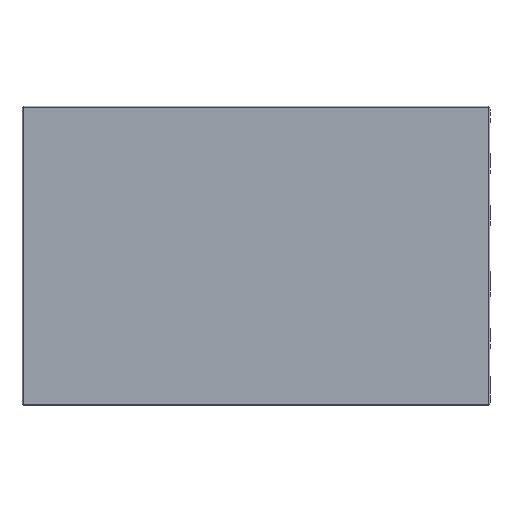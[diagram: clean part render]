
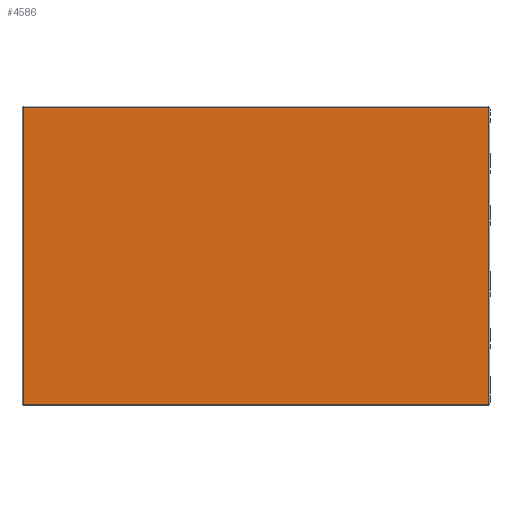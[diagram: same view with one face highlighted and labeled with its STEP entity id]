
A CAD part, top view. The second image highlights one B-rep face of the part: STEP entity #4586.
In plain terms, the highlighted planar face has unit normal (0, 0, 1).
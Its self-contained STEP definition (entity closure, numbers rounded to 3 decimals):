
#187 = EDGE_CURVE ( 'NONE', #259, #2569, #815, .T. ) ;
#259 = VERTEX_POINT ( 'NONE', #2576 ) ;
#346 = CARTESIAN_POINT ( 'NONE',  ( -450.5, 287.5, 0. ) ) ;
#379 = CARTESIAN_POINT ( 'NONE',  ( 453., -287.5, 0. ) ) ;
#591 = LINE ( 'NONE', #4908, #4883 ) ;
#612 = ORIENTED_EDGE ( 'NONE', *, *, #639, .T. ) ;
#639 = EDGE_CURVE ( 'NONE', #1465, #3499, #2361, .T. ) ;
#663 = VECTOR ( 'NONE', #3157, 1000. ) ;
#815 = LINE ( 'NONE', #379, #3240 ) ;
#1141 = DIRECTION ( 'NONE',  ( 0., 0., 1. ) ) ;
#1465 = VERTEX_POINT ( 'NONE', #3583 ) ;
#1669 = AXIS2_PLACEMENT_3D ( 'NONE', #1894, #1141, #4828 ) ;
#1894 = CARTESIAN_POINT ( 'NONE',  ( 0., 0., 0. ) ) ;
#1919 = CARTESIAN_POINT ( 'NONE',  ( 453., 287.5, 0. ) ) ;
#2091 = CARTESIAN_POINT ( 'NONE',  ( 450.5, -287.5, 0. ) ) ;
#2142 = LINE ( 'NONE', #346, #4295 ) ;
#2361 = LINE ( 'NONE', #1919, #663 ) ;
#2489 = EDGE_CURVE ( 'NONE', #2569, #1465, #591, .T. ) ;
#2569 = VERTEX_POINT ( 'NONE', #2091 ) ;
#2576 = CARTESIAN_POINT ( 'NONE',  ( -450.5, -287.5, 0. ) ) ;
#2742 = PLANE ( 'NONE',  #1669 ) ;
#3157 = DIRECTION ( 'NONE',  ( -1., 0., 0. ) ) ;
#3240 = VECTOR ( 'NONE', #4607, 1000. ) ;
#3487 = EDGE_LOOP ( 'NONE', ( #5333, #5213, #612, #5384 ) ) ;
#3499 = VERTEX_POINT ( 'NONE', #3676 ) ;
#3583 = CARTESIAN_POINT ( 'NONE',  ( 450.5, 287.5, 0. ) ) ;
#3676 = CARTESIAN_POINT ( 'NONE',  ( -450.5, 287.5, 0. ) ) ;
#3826 = DIRECTION ( 'NONE',  ( 0., -1., 0. ) ) ;
#4164 = FACE_OUTER_BOUND ( 'NONE', #3487, .T. ) ;
#4295 = VECTOR ( 'NONE', #3826, 1000. ) ;
#4475 = DIRECTION ( 'NONE',  ( 0., 1., 0. ) ) ;
#4586 = ADVANCED_FACE ( 'NONE', ( #4164 ), #2742, .T. ) ;
#4607 = DIRECTION ( 'NONE',  ( 1., 0., 0. ) ) ;
#4738 = EDGE_CURVE ( 'NONE', #3499, #259, #2142, .T. ) ;
#4828 = DIRECTION ( 'NONE',  ( 1., 0., 0. ) ) ;
#4883 = VECTOR ( 'NONE', #4475, 1000. ) ;
#4908 = CARTESIAN_POINT ( 'NONE',  ( 450.5, -287.5, 0. ) ) ;
#5213 = ORIENTED_EDGE ( 'NONE', *, *, #2489, .T. ) ;
#5333 = ORIENTED_EDGE ( 'NONE', *, *, #187, .T. ) ;
#5384 = ORIENTED_EDGE ( 'NONE', *, *, #4738, .T. ) ;
